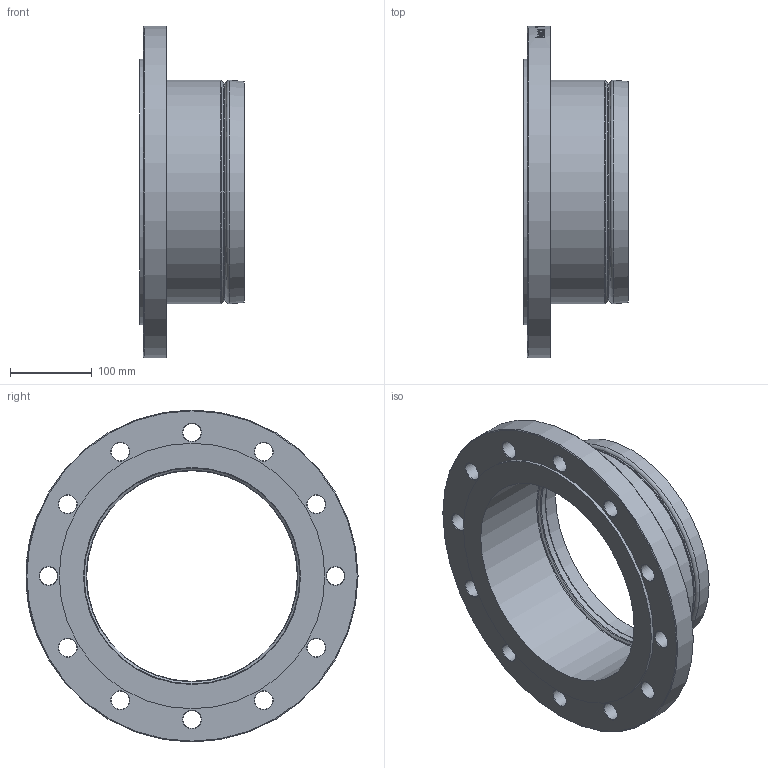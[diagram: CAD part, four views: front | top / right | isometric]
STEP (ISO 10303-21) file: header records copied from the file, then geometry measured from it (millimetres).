
FILE_DESCRIPTION (( 'STEP AP214' ), '1' );
FILE_NAME ('V100-FL-273-00-x Typ E498 PN10 DN250 1000 Ø273,0 1901.STEP', '2019-01-02T09:02:15', ( '' ), ( '' ), 'SwSTEP 2.0', 'SolidWorks 2016', '' );
FILE_SCHEMA (( 'AUTOMOTIVE_DESIGN' ));
Length unit declared in the file: millimetre
Products named in the file (1): V100-FL-273-00-x Typ E498 PN10 DN250 1000 Ø273,0 1901
Bounding box: 127 x 404.89 x 404.88 mm (x, y, z)
Volume: 2459581.5 mm3; surface area: 393472.6 mm2
Topology: 1 solids, 1 shells, 245 faces, 614 edges, 398 vertices
Faces by surface type: bspline 91, plane 74, cylinder 42, cone 30, torus 8
Full cylindrical faces by diameter (mm): 22 x12, 256.794 x1, 264.668 x1, 265.176 x1, 273.05 x1, 323.85 x1, 404.876 x1
Entity records: 14440 total; most frequent: CARTESIAN_POINT 7349, ORIENTED_EDGE 1106, DIRECTION 792, EDGE_CURVE 553, VERTEX_POINT 393, EDGE_LOOP 354, AXIS2_PLACEMENT_3D 292, FACE_OUTER_BOUND 271
